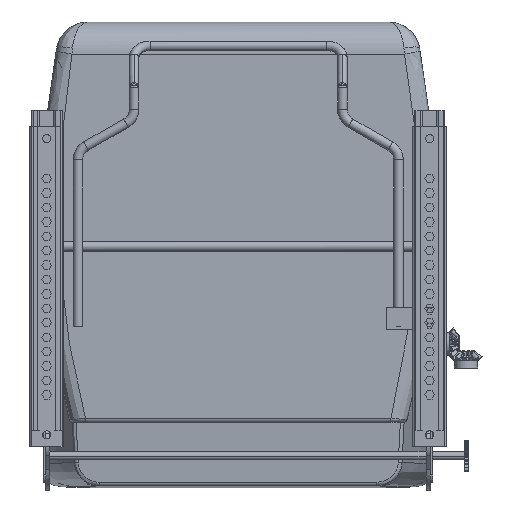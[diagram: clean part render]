
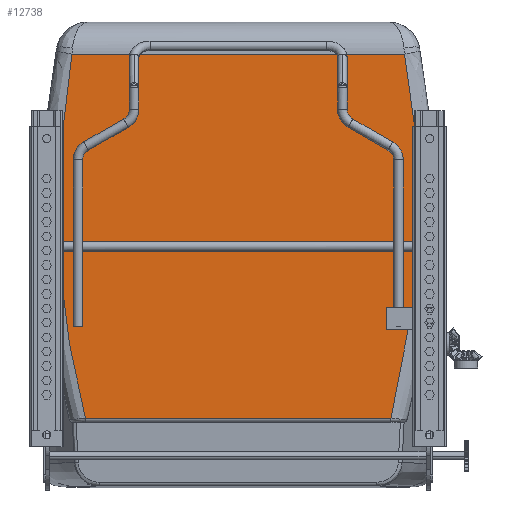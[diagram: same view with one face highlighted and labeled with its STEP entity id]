
A CAD part, front view. The second image highlights one B-rep face of the part: STEP entity #12738.
In plain terms, the highlighted planar face has unit normal (0, -1, 0).
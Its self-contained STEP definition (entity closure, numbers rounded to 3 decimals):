
#527 = CARTESIAN_POINT ( 'NONE',  ( 219.547, -80., 134.431 ) ) ;
#794 = CARTESIAN_POINT ( 'NONE',  ( -219.547, -80., 134.431 ) ) ;
#1597 = B_SPLINE_CURVE_WITH_KNOTS ( 'NONE', 3,
 ( #41949, #18559, #31809, #12263, #9448, #25505, #9037, #22250, #15737, #12708, #25946, #35496, #5784, #25736, #1858, #38953, #22459, #35707, #41519, #11840, #19435, #6637, #527, #6218, #19841 ),
 .UNSPECIFIED., .F., .F.,
 ( 4, 2, 2, 1, 2, 2, 2, 2, 2, 2, 2, 2, 4 ),
 ( 0.005, 0.063, 0.077, 0.091, 0.12, 0.177, 0.192, 0.206, 0.235, 0.292, 0.321, 0.35, 0.465 ),
 .UNSPECIFIED. ) ;
#1858 = CARTESIAN_POINT ( 'NONE',  ( 223.609, -80., -37.501 ) ) ;
#2279 = VECTOR ( 'NONE', #14977, 1000. ) ;
#3442 = VERTEX_POINT ( 'NONE', #39684 ) ;
#3996 = CARTESIAN_POINT ( 'NONE',  ( 0., -80., -245. ) ) ;
#4465 = CARTESIAN_POINT ( 'NONE',  ( -223.084, -80., 86.728 ) ) ;
#4681 = CARTESIAN_POINT ( 'NONE',  ( -195.473, -80., -226.475 ) ) ;
#5676 = EDGE_CURVE ( 'NONE', #3442, #25076, #33195, .T. ) ;
#5784 = CARTESIAN_POINT ( 'NONE',  ( 222.316, -80., -56.605 ) ) ;
#5843 = EDGE_CURVE ( 'NONE', #31166, #10931, #1597, .T. ) ;
#6178 = EDGE_CURVE ( 'NONE', #25076, #31166, #31477, .T. ) ;
#6218 = CARTESIAN_POINT ( 'NONE',  ( 214.611, -80., 172.337 ) ) ;
#6637 = CARTESIAN_POINT ( 'NONE',  ( 223.084, -80., 86.728 ) ) ;
#6902 = EDGE_LOOP ( 'NONE', ( #33125, #7746, #31169, #25914 ) ) ;
#7101 = LINE ( 'NONE', #39191, #17885 ) ;
#7521 = CARTESIAN_POINT ( 'NONE',  ( -212.326, -80., -142.039 ) ) ;
#7739 = CARTESIAN_POINT ( 'NONE',  ( -224.105, -80., -27.949 ) ) ;
#7746 = ORIENTED_EDGE ( 'NONE', *, *, #6178, .T. ) ;
#7949 = CARTESIAN_POINT ( 'NONE',  ( -218.9, -80., -94.713 ) ) ;
#8166 = CARTESIAN_POINT ( 'NONE',  ( -221.553, -80., -66.144 ) ) ;
#9037 = CARTESIAN_POINT ( 'NONE',  ( 210.005, -80., -156.19 ) ) ;
#9448 = CARTESIAN_POINT ( 'NONE',  ( 205.59, -80., -179.702 ) ) ;
#9487 = DIRECTION ( 'NONE',  ( -1., 0., 0. ) ) ;
#10753 = CARTESIAN_POINT ( 'NONE',  ( -222.316, -80., -56.605 ) ) ;
#10931 = VERTEX_POINT ( 'NONE', #27451 ) ;
#10974 = CARTESIAN_POINT ( 'NONE',  ( -210.779, -80., -151.473 ) ) ;
#11193 = CARTESIAN_POINT ( 'NONE',  ( -208.264, -80., -165.598 ) ) ;
#11398 = CARTESIAN_POINT ( 'NONE',  ( -224.852, -80., 48.492 ) ) ;
#11840 = CARTESIAN_POINT ( 'NONE',  ( 224.544, -80., 58.05 ) ) ;
#12263 = CARTESIAN_POINT ( 'NONE',  ( 204.656, -80., -184.398 ) ) ;
#12708 = CARTESIAN_POINT ( 'NONE',  ( 218.9, -80., -94.713 ) ) ;
#12738 = ADVANCED_FACE ( 'NONE', ( #20268 ), #33518, .F. ) ;
#14222 = CARTESIAN_POINT ( 'NONE',  ( -214.611, -80., 172.337 ) ) ;
#14440 = CARTESIAN_POINT ( 'NONE',  ( -224.544, -80., 58.05 ) ) ;
#14977 = DIRECTION ( 'NONE',  ( 1., 0., 0. ) ) ;
#15737 = CARTESIAN_POINT ( 'NONE',  ( 216.581, -80., -113.685 ) ) ;
#17696 = CARTESIAN_POINT ( 'NONE',  ( -223.66, -80., 77.166 ) ) ;
#17885 = VECTOR ( 'NONE', #9487, 1000. ) ;
#17911 = CARTESIAN_POINT ( 'NONE',  ( -190.635, -80., -245. ) ) ;
#18559 = CARTESIAN_POINT ( 'NONE',  ( 195.473, -80., -226.475 ) ) ;
#18905 = EDGE_CURVE ( 'NONE', #10931, #3442, #7101, .T. ) ;
#19435 = CARTESIAN_POINT ( 'NONE',  ( 223.66, -80., 77.166 ) ) ;
#19841 = CARTESIAN_POINT ( 'NONE',  ( 207.666, -80., 210. ) ) ;
#20056 = CARTESIAN_POINT ( 'NONE',  ( 190.635, -80., -245. ) ) ;
#20268 = FACE_OUTER_BOUND ( 'NONE', #6902, .T. ) ;
#20731 = CARTESIAN_POINT ( 'NONE',  ( -207.666, -80., 210. ) ) ;
#20903 = DIRECTION ( 'NONE',  ( 0., 1., 0. ) ) ;
#20945 = CARTESIAN_POINT ( 'NONE',  ( -223.609, -80., -37.501 ) ) ;
#21147 = CARTESIAN_POINT ( 'NONE',  ( -205.59, -80., -179.702 ) ) ;
#22250 = CARTESIAN_POINT ( 'NONE',  ( 212.326, -80., -142.039 ) ) ;
#22459 = CARTESIAN_POINT ( 'NONE',  ( 225.189, -80., 0.712 ) ) ;
#23538 = DIRECTION ( 'NONE',  ( 0., 0., 1. ) ) ;
#24206 = CARTESIAN_POINT ( 'NONE',  ( -207.394, -80., -170.302 ) ) ;
#24628 = CARTESIAN_POINT ( 'NONE',  ( -216.581, -80., -113.685 ) ) ;
#25076 = VERTEX_POINT ( 'NONE', #35950 ) ;
#25505 = CARTESIAN_POINT ( 'NONE',  ( 207.394, -80., -170.302 ) ) ;
#25736 = CARTESIAN_POINT ( 'NONE',  ( 222.665, -80., -51.829 ) ) ;
#25768 = AXIS2_PLACEMENT_3D ( 'NONE', #33934, #20903, #23538 ) ;
#25914 = ORIENTED_EDGE ( 'NONE', *, *, #18905, .T. ) ;
#25946 = CARTESIAN_POINT ( 'NONE',  ( 221.138, -80., -70.909 ) ) ;
#27262 = CARTESIAN_POINT ( 'NONE',  ( -225.375, -80., 19.822 ) ) ;
#27451 = CARTESIAN_POINT ( 'NONE',  ( 207.666, -80., 210. ) ) ;
#31166 = VERTEX_POINT ( 'NONE', #20056 ) ;
#31169 = ORIENTED_EDGE ( 'NONE', *, *, #5843, .T. ) ;
#31477 = LINE ( 'NONE', #3996, #2279 ) ;
#31809 = CARTESIAN_POINT ( 'NONE',  ( 199.831, -80., -207.838 ) ) ;
#33125 = ORIENTED_EDGE ( 'NONE', *, *, #5676, .T. ) ;
#33195 = B_SPLINE_CURVE_WITH_KNOTS ( 'NONE', 3,
 ( #20731, #14222, #794, #4465, #17696, #14440, #11398, #27262, #40454, #7739, #20945, #40888, #10753, #8166, #37644, #7949, #24628, #7521, #10974, #11193, #24206, #21147, #34395, #37857, #4681, #17911 ),
 .UNSPECIFIED., .F., .F.,
 ( 4, 2, 2, 2, 2, 2, 2, 2, 2, 2, 2, 2, 4 ),
 ( 0., 0.115, 0.143, 0.172, 0.229, 0.258, 0.272, 0.287, 0.344, 0.373, 0.387, 0.401, 0.459 ),
 .UNSPECIFIED. ) ;
#33518 = PLANE ( 'NONE',  #25768 ) ;
#33934 = CARTESIAN_POINT ( 'NONE',  ( 0., -80., 0. ) ) ;
#34395 = CARTESIAN_POINT ( 'NONE',  ( -204.656, -80., -184.398 ) ) ;
#35496 = CARTESIAN_POINT ( 'NONE',  ( 221.553, -80., -66.144 ) ) ;
#35707 = CARTESIAN_POINT ( 'NONE',  ( 225.375, -80., 19.822 ) ) ;
#35950 = CARTESIAN_POINT ( 'NONE',  ( -190.635, -80., -245. ) ) ;
#37644 = CARTESIAN_POINT ( 'NONE',  ( -221.138, -80., -70.909 ) ) ;
#37857 = CARTESIAN_POINT ( 'NONE',  ( -199.831, -80., -207.838 ) ) ;
#38953 = CARTESIAN_POINT ( 'NONE',  ( 224.105, -80., -27.949 ) ) ;
#39191 = CARTESIAN_POINT ( 'NONE',  ( 0., -80., 210. ) ) ;
#39684 = CARTESIAN_POINT ( 'NONE',  ( -207.666, -80., 210. ) ) ;
#40454 = CARTESIAN_POINT ( 'NONE',  ( -225.189, -80., 0.712 ) ) ;
#40888 = CARTESIAN_POINT ( 'NONE',  ( -222.665, -80., -51.829 ) ) ;
#41519 = CARTESIAN_POINT ( 'NONE',  ( 224.852, -80., 48.492 ) ) ;
#41949 = CARTESIAN_POINT ( 'NONE',  ( 190.635, -80., -245. ) ) ;
